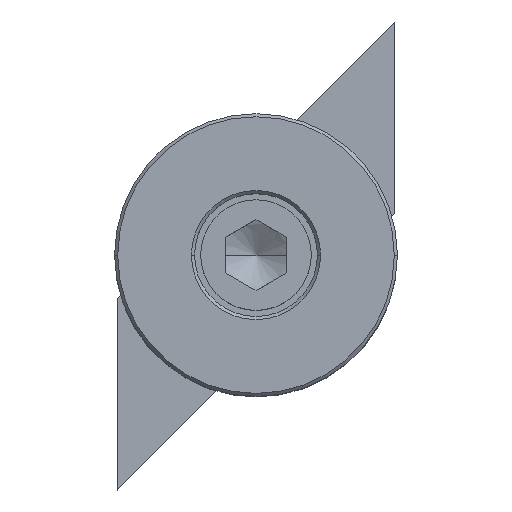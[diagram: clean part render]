
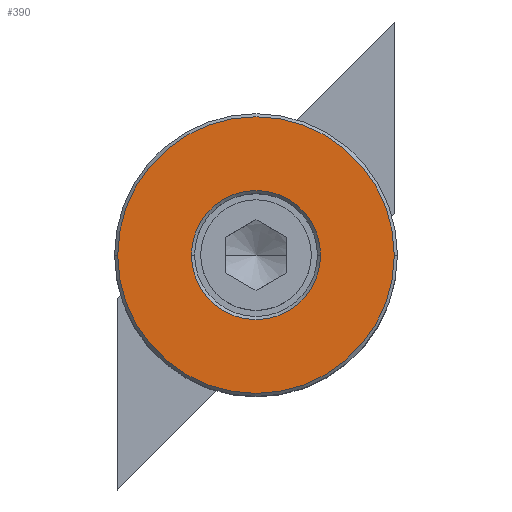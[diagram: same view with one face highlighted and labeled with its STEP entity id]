
A CAD part, top view. The second image highlights one B-rep face of the part: STEP entity #390.
In plain terms, the highlighted planar face has unit normal (0, 0, 1).
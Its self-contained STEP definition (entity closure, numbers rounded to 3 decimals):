
#312=VERTEX_POINT('',#818);
#390=ADVANCED_FACE('',(#900,#901),#902,.T.);
#476=VERTEX_POINT('',#996);
#524=EDGE_CURVE('',#312,#684,#1049,.T.);
#550=VERTEX_POINT('',#1078);
#636=EDGE_CURVE('',#476,#550,#1176,.T.);
#670=EDGE_CURVE('',#550,#476,#1215,.T.);
#684=VERTEX_POINT('',#1231);
#700=EDGE_CURVE('',#684,#312,#1254,.T.);
#818=CARTESIAN_POINT('',(-10.5,0.,50.0));
#900=FACE_BOUND('',#1536,.T.);
#901=FACE_OUTER_BOUND('',#1537,.T.);
#902=PLANE('',#1538);
#996=CARTESIAN_POINT('',(-22.5,0.,50.0));
#1049=CIRCLE('',#1759,10.5);
#1078=CARTESIAN_POINT('',(22.5,0.,50.0));
#1176=CIRCLE('',#1945,22.5);
#1215=CIRCLE('',#1990,22.5);
#1231=CARTESIAN_POINT('',(10.5,0.,50.0));
#1254=CIRCLE('',#2046,10.5);
#1536=EDGE_LOOP('',(#2256,#2257));
#1537=EDGE_LOOP('',(#2258,#2259));
#1538=AXIS2_PLACEMENT_3D('',#2260,#2261,#2262);
#1759=AXIS2_PLACEMENT_3D('',#2421,#2422,#2423);
#1945=AXIS2_PLACEMENT_3D('',#2585,#2586,#2587);
#1990=AXIS2_PLACEMENT_3D('',#2636,#2637,#2638);
#2046=AXIS2_PLACEMENT_3D('',#2701,#2702,#2703);
#2256=ORIENTED_EDGE('',*,*,#700,.T.);
#2257=ORIENTED_EDGE('',*,*,#524,.T.);
#2258=ORIENTED_EDGE('',*,*,#670,.T.);
#2259=ORIENTED_EDGE('',*,*,#636,.T.);
#2260=CARTESIAN_POINT('',(11.25,0.,50.0));
#2261=DIRECTION('',(0.0,0.0,1.0));
#2262=DIRECTION('',(1.0,0.,0.0));
#2421=CARTESIAN_POINT('',(0.,0.,50.0));
#2422=DIRECTION('',(0.0,0.0,-1.0));
#2423=DIRECTION('',(1.0,0.,0.0));
#2585=CARTESIAN_POINT('',(0.,0.,50.0));
#2586=DIRECTION('',(0.0,-0.0,1.0));
#2587=DIRECTION('',(1.0,0.,0.0));
#2636=CARTESIAN_POINT('',(0.,0.,50.0));
#2637=DIRECTION('',(0.0,-0.0,1.0));
#2638=DIRECTION('',(1.0,0.,0.0));
#2701=CARTESIAN_POINT('',(0.,0.,50.0));
#2702=DIRECTION('',(0.0,0.0,-1.0));
#2703=DIRECTION('',(1.0,0.,0.0));
